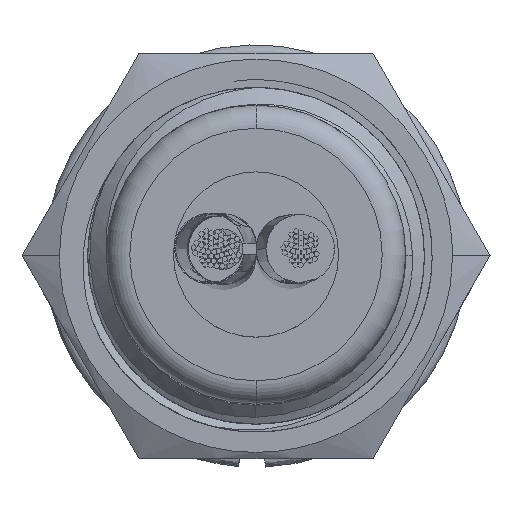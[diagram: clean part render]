
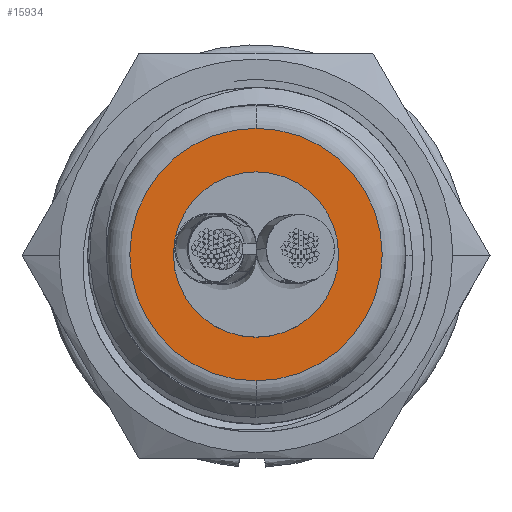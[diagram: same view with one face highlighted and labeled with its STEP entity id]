
A CAD part, top view. The second image highlights one B-rep face of the part: STEP entity #15934.
In plain terms, the highlighted face is planar.
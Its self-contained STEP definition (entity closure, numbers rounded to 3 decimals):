
#591 = VERTEX_POINT ( 'NONE', #27353 ) ;
#1416 = PLANE ( 'NONE',  #19993 ) ;
#3999 = DIRECTION ( 'NONE',  ( 0., 0., -1. ) ) ;
#4048 = CIRCLE ( 'NONE', #9520, 4.05 ) ;
#7337 = EDGE_LOOP ( 'NONE', ( #7621, #21705 ) ) ;
#7621 = ORIENTED_EDGE ( 'NONE', *, *, #10469, .T. ) ;
#9520 = AXIS2_PLACEMENT_3D ( 'NONE', #27261, #32784, #13523 ) ;
#10388 = AXIS2_PLACEMENT_3D ( 'NONE', #15235, #20424, #28354 ) ;
#10469 = EDGE_CURVE ( 'NONE', #591, #19330, #4048, .T. ) ;
#13523 = DIRECTION ( 'NONE',  ( 0., 0., -1. ) ) ;
#15235 = CARTESIAN_POINT ( 'NONE',  ( 15., 0., 0. ) ) ;
#15934 = ADVANCED_FACE ( 'NONE', ( #28388 ), #1416, .T. ) ;
#17726 = CARTESIAN_POINT ( 'NONE',  ( 15., 0., 4.05 ) ) ;
#19330 = VERTEX_POINT ( 'NONE', #17726 ) ;
#19993 = AXIS2_PLACEMENT_3D ( 'NONE', #33664, #28370, #3999 ) ;
#20424 = DIRECTION ( 'NONE',  ( 1., 0., 0. ) ) ;
#20461 = EDGE_CURVE ( 'NONE', #19330, #591, #33372, .T. ) ;
#21705 = ORIENTED_EDGE ( 'NONE', *, *, #20461, .T. ) ;
#27261 = CARTESIAN_POINT ( 'NONE',  ( 15., 0., 0. ) ) ;
#27353 = CARTESIAN_POINT ( 'NONE',  ( 15., 0., -4.05 ) ) ;
#28354 = DIRECTION ( 'NONE',  ( 0., 0., -1. ) ) ;
#28370 = DIRECTION ( 'NONE',  ( 1., 0., 0. ) ) ;
#28388 = FACE_OUTER_BOUND ( 'NONE', #7337, .T. ) ;
#32784 = DIRECTION ( 'NONE',  ( 1., 0., 0. ) ) ;
#33372 = CIRCLE ( 'NONE', #10388, 4.05 ) ;
#33664 = CARTESIAN_POINT ( 'NONE',  ( 15., 0., 0. ) ) ;
